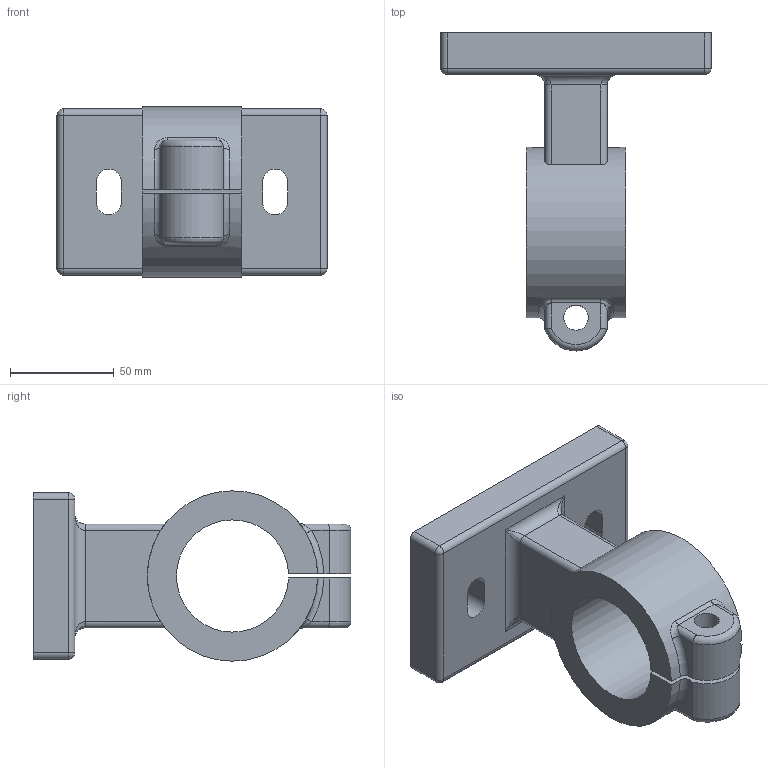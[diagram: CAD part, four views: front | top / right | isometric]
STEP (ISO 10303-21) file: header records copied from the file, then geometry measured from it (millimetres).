
FILE_DESCRIPTION(/* description */ (''),/* implementation_level */ '2;1');
FILE_NAME(/* name */ 'drj9 v1.step',/* time_stamp */ '2025-10-03T11:27:02+05:30',/* author */ (''),/* organization */ (''),/* preprocessor_version */ 'ST-DEVELOPER v20.1',/* originating_system */ 'Autodesk Translation Framework v14.17.0.0',/* authorisation */ '');
FILE_SCHEMA (('AUTOMOTIVE_DESIGN { 1 0 10303 214 3 1 1 }'));
Length unit declared in the file: millimetre
Products named in the file (1): drj9
Bounding box: 130 x 153 x 81.99 mm (x, y, z)
Volume: 414602.5 mm3; surface area: 64519.3 mm2
Topology: 1 solids, 1 shells, 75 faces, 181 edges, 106 vertices
Faces by surface type: cylinder 32, plane 25, bspline 8, torus 6, sphere 4
Full cylindrical faces by diameter (mm): 12 x2
Entity records: 2532 total; most frequent: CARTESIAN_POINT 775, DIRECTION 361, ORIENTED_EDGE 354, EDGE_CURVE 177, AXIS2_PLACEMENT_3D 136, VERTEX_POINT 106, LINE 89, VECTOR 89
